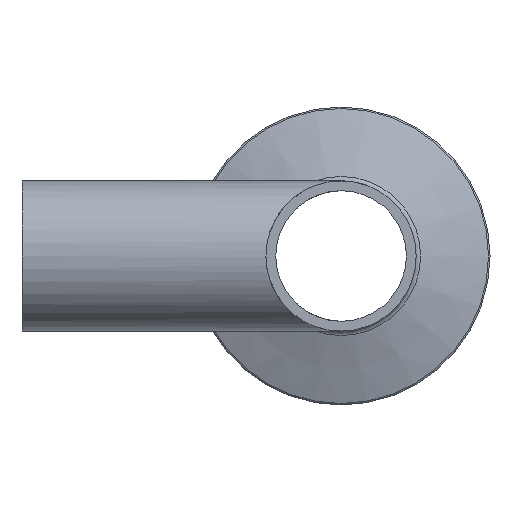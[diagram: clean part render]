
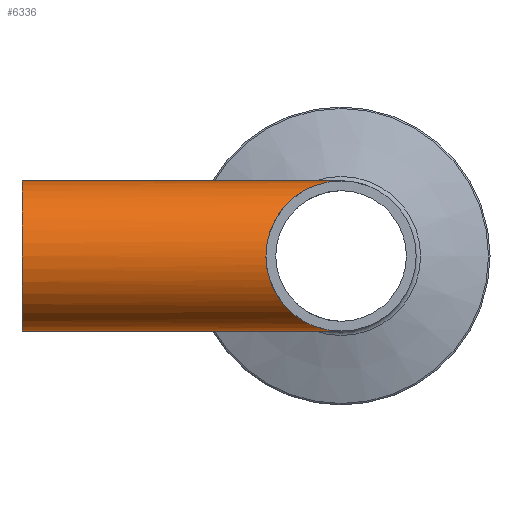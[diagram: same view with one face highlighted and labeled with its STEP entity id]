
A CAD part, left-side view. The second image highlights one B-rep face of the part: STEP entity #6336.
In plain terms, the highlighted cylindrical face has radius 12.7 mm (diameter 25.4 mm), a full revolution.
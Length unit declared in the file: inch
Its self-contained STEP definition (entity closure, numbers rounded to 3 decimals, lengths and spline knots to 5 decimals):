
#83=ELLIPSE('',#6675,0.70711,0.5);
#84=ELLIPSE('',#6676,0.70711,0.5);
#141=FACE_BOUND('',#1203,.T.);
#799=FACE_OUTER_BOUND('',#1202,.T.);
#1202=EDGE_LOOP('',(#5892,#5893));
#1203=EDGE_LOOP('',(#5894));
#2507=CIRCLE('',#6727,0.5);
#3108=VERTEX_POINT('',#13777);
#3109=VERTEX_POINT('',#13778);
#3133=VERTEX_POINT('',#13854);
#4033=EDGE_CURVE('',#3108,#3109,#83,.T.);
#4034=EDGE_CURVE('',#3109,#3108,#84,.T.);
#4058=EDGE_CURVE('',#3133,#3133,#2507,.T.);
#5892=ORIENTED_EDGE('',*,*,#4034,.F.);
#5893=ORIENTED_EDGE('',*,*,#4033,.F.);
#5894=ORIENTED_EDGE('',*,*,#4058,.T.);
#5945=CYLINDRICAL_SURFACE('',#6726,0.5);
#6336=ADVANCED_FACE('',(#799,#141),#5945,.T.);
#6675=AXIS2_PLACEMENT_3D('',#13779,#7830,#7831);
#6676=AXIS2_PLACEMENT_3D('',#13780,#7832,#7833);
#6726=AXIS2_PLACEMENT_3D('',#13853,#7932,#7933);
#6727=AXIS2_PLACEMENT_3D('',#13855,#7934,#7935);
#7830=DIRECTION('center_axis',(0.707,-0.707,0.));
#7831=DIRECTION('ref_axis',(-0.707,-0.707,0.));
#7832=DIRECTION('center_axis',(-0.707,-0.707,0.));
#7833=DIRECTION('ref_axis',(-0.707,0.707,0.));
#7932=DIRECTION('center_axis',(0.,1.,0.));
#7933=DIRECTION('ref_axis',(-1.,0.,0.));
#7934=DIRECTION('center_axis',(0.,-1.,0.));
#7935=DIRECTION('ref_axis',(-1.,0.,0.));
#13777=CARTESIAN_POINT('',(0.,0.,
-0.5));
#13778=CARTESIAN_POINT('',(0.,0.,
0.5));
#13779=CARTESIAN_POINT('Origin',(0.,0.,
0.));
#13780=CARTESIAN_POINT('Origin',(0.,0.,
0.));
#13853=CARTESIAN_POINT('Origin',(0.,0.,
0.));
#13854=CARTESIAN_POINT('',(0.5,2.125,0.));
#13855=CARTESIAN_POINT('Origin',(0.,2.125,0.));
